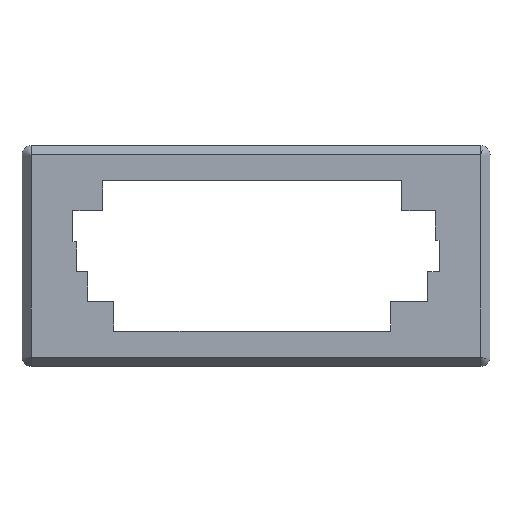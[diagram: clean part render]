
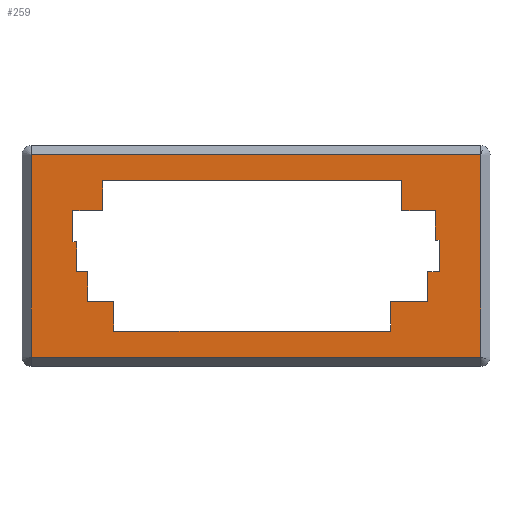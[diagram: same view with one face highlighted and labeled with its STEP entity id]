
A CAD part, top view. The second image highlights one B-rep face of the part: STEP entity #259.
In plain terms, the highlighted planar face has unit normal (0, 0, 1).
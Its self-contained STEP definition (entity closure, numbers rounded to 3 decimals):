
#32=CARTESIAN_POINT('',(-120.121,17.274,31.566));
#33=VERTEX_POINT('',#32);
#42=CARTESIAN_POINT('',(-120.121,-1.775,31.566));
#43=VERTEX_POINT('',#42);
#44=CARTESIAN_POINT('',(-120.121,-1.775,31.566));
#45=DIRECTION('',(0.,1.,-0.));
#46=VECTOR('',#45,19.05);
#47=LINE('',#44,#46);
#48=EDGE_CURVE('',#43,#33,#47,.T.);
#67=CARTESIAN_POINT('',(0.,0.,31.566));
#68=DIRECTION('',(0.,-0.,-1.));
#69=DIRECTION('',(-1.,0.,0.));
#70=AXIS2_PLACEMENT_3D('',#67,#68,#69);
#71=PLANE('',#70);
#72=CARTESIAN_POINT('',(-149.023,72.862,31.566));
#73=VERTEX_POINT('',#72);
#74=CARTESIAN_POINT('',(-149.023,-56.411,31.566));
#75=VERTEX_POINT('',#74);
#76=CARTESIAN_POINT('',(-149.023,72.862,31.566));
#77=DIRECTION('',(0.,-1.,0.));
#78=VECTOR('',#77,129.273);
#79=LINE('',#76,#78);
#80=EDGE_CURVE('',#73,#75,#79,.T.);
#81=ORIENTED_EDGE('',*,*,#80,.T.);
#82=CARTESIAN_POINT('',(138.372,-56.411,31.566));
#83=VERTEX_POINT('',#82);
#84=CARTESIAN_POINT('',(-149.023,-56.411,31.566));
#85=DIRECTION('',(1.,0.,0.));
#86=VECTOR('',#85,287.395);
#87=LINE('',#84,#86);
#88=EDGE_CURVE('',#75,#83,#87,.T.);
#89=ORIENTED_EDGE('',*,*,#88,.T.);
#90=CARTESIAN_POINT('',(138.372,72.862,31.566));
#91=VERTEX_POINT('',#90);
#92=CARTESIAN_POINT('',(138.372,-56.411,31.566));
#93=DIRECTION('',(0.,1.,-0.));
#94=VECTOR('',#93,129.273);
#95=LINE('',#92,#94);
#96=EDGE_CURVE('',#83,#91,#95,.T.);
#97=ORIENTED_EDGE('',*,*,#96,.T.);
#98=CARTESIAN_POINT('',(138.372,72.862,31.566));
#99=DIRECTION('',(-1.,0.,-0.));
#100=VECTOR('',#99,287.395);
#101=LINE('',#98,#100);
#102=EDGE_CURVE('',#91,#73,#101,.T.);
#103=ORIENTED_EDGE('',*,*,#102,.T.);
#104=EDGE_LOOP('',(#81,#89,#97,#103));
#105=FACE_BOUND('',#104,.T.);
#106=ORIENTED_EDGE('',*,*,#48,.T.);
#107=CARTESIAN_POINT('',(-122.503,17.274,31.566));
#108=VERTEX_POINT('',#107);
#109=CARTESIAN_POINT('',(-120.121,17.274,31.566));
#110=DIRECTION('',(-1.,0.,0.));
#111=VECTOR('',#110,2.382);
#112=LINE('',#109,#111);
#113=EDGE_CURVE('',#33,#108,#112,.T.);
#114=ORIENTED_EDGE('',*,*,#113,.T.);
#115=CARTESIAN_POINT('',(-122.503,37.274,31.566));
#116=VERTEX_POINT('',#115);
#117=CARTESIAN_POINT('',(-122.503,17.274,31.566));
#118=DIRECTION('',(0.,1.,-0.));
#119=VECTOR('',#118,20.);
#120=LINE('',#117,#119);
#121=EDGE_CURVE('',#108,#116,#120,.T.);
#122=ORIENTED_EDGE('',*,*,#121,.T.);
#123=CARTESIAN_POINT('',(-103.456,37.274,31.566));
#124=VERTEX_POINT('',#123);
#125=CARTESIAN_POINT('',(-122.503,37.274,31.566));
#126=DIRECTION('',(1.,-0.,0.));
#127=VECTOR('',#126,19.047);
#128=LINE('',#125,#127);
#129=EDGE_CURVE('',#116,#124,#128,.T.);
#130=ORIENTED_EDGE('',*,*,#129,.T.);
#131=CARTESIAN_POINT('',(-103.456,56.313,31.566));
#132=VERTEX_POINT('',#131);
#133=CARTESIAN_POINT('',(-103.456,37.274,31.566));
#134=DIRECTION('',(0.,1.,-0.));
#135=VECTOR('',#134,19.039);
#136=LINE('',#133,#135);
#137=EDGE_CURVE('',#124,#132,#136,.T.);
#138=ORIENTED_EDGE('',*,*,#137,.T.);
#139=CARTESIAN_POINT('',(88.002,56.313,31.566));
#140=VERTEX_POINT('',#139);
#141=CARTESIAN_POINT('',(-103.456,56.313,31.566));
#142=DIRECTION('',(1.,0.,-0.));
#143=VECTOR('',#142,191.458);
#144=LINE('',#141,#143);
#145=EDGE_CURVE('',#132,#140,#144,.T.);
#146=ORIENTED_EDGE('',*,*,#145,.T.);
#147=CARTESIAN_POINT('',(88.002,37.277,31.566));
#148=VERTEX_POINT('',#147);
#149=CARTESIAN_POINT('',(88.002,56.313,31.566));
#150=DIRECTION('',(0.,-1.,0.));
#151=VECTOR('',#150,19.036);
#152=LINE('',#149,#151);
#153=EDGE_CURVE('',#140,#148,#152,.T.);
#154=ORIENTED_EDGE('',*,*,#153,.T.);
#155=CARTESIAN_POINT('',(109.429,37.277,31.566));
#156=VERTEX_POINT('',#155);
#157=CARTESIAN_POINT('',(88.002,37.277,31.566));
#158=DIRECTION('',(1.,-0.,0.));
#159=VECTOR('',#158,21.427);
#160=LINE('',#157,#159);
#161=EDGE_CURVE('',#148,#156,#160,.T.);
#162=ORIENTED_EDGE('',*,*,#161,.T.);
#163=CARTESIAN_POINT('',(109.429,18.222,31.566));
#164=VERTEX_POINT('',#163);
#165=CARTESIAN_POINT('',(109.429,37.277,31.566));
#166=DIRECTION('',(0.,-1.,0.));
#167=VECTOR('',#166,19.055);
#168=LINE('',#165,#167);
#169=EDGE_CURVE('',#156,#164,#168,.T.);
#170=ORIENTED_EDGE('',*,*,#169,.T.);
#171=CARTESIAN_POINT('',(111.81,18.222,31.566));
#172=VERTEX_POINT('',#171);
#173=CARTESIAN_POINT('',(109.429,18.222,31.566));
#174=DIRECTION('',(1.,0.,-0.));
#175=VECTOR('',#174,2.381);
#176=LINE('',#173,#175);
#177=EDGE_CURVE('',#164,#172,#176,.T.);
#178=ORIENTED_EDGE('',*,*,#177,.T.);
#179=CARTESIAN_POINT('',(111.81,-1.778,31.566));
#180=VERTEX_POINT('',#179);
#181=CARTESIAN_POINT('',(111.81,18.222,31.566));
#182=DIRECTION('',(0.,-1.,0.));
#183=VECTOR('',#182,20.);
#184=LINE('',#181,#183);
#185=EDGE_CURVE('',#172,#180,#184,.T.);
#186=ORIENTED_EDGE('',*,*,#185,.T.);
#187=CARTESIAN_POINT('',(104.666,-1.778,31.566));
#188=VERTEX_POINT('',#187);
#189=CARTESIAN_POINT('',(111.81,-1.778,31.566));
#190=DIRECTION('',(-1.,0.,-0.));
#191=VECTOR('',#190,7.144);
#192=LINE('',#189,#191);
#193=EDGE_CURVE('',#180,#188,#192,.T.);
#194=ORIENTED_EDGE('',*,*,#193,.T.);
#195=CARTESIAN_POINT('',(104.666,-20.827,31.566));
#196=VERTEX_POINT('',#195);
#197=CARTESIAN_POINT('',(104.666,-1.778,31.566));
#198=DIRECTION('',(0.,-1.,0.));
#199=VECTOR('',#198,19.049);
#200=LINE('',#197,#199);
#201=EDGE_CURVE('',#188,#196,#200,.T.);
#202=ORIENTED_EDGE('',*,*,#201,.T.);
#203=CARTESIAN_POINT('',(80.853,-20.827,31.566));
#204=VERTEX_POINT('',#203);
#205=CARTESIAN_POINT('',(104.666,-20.827,31.566));
#206=DIRECTION('',(-1.,0.,-0.));
#207=VECTOR('',#206,23.812);
#208=LINE('',#205,#207);
#209=EDGE_CURVE('',#196,#204,#208,.T.);
#210=ORIENTED_EDGE('',*,*,#209,.T.);
#211=CARTESIAN_POINT('',(80.853,-39.874,31.566));
#212=VERTEX_POINT('',#211);
#213=CARTESIAN_POINT('',(80.853,-39.874,31.566));
#214=DIRECTION('',(0.,1.,-0.));
#215=VECTOR('',#214,19.047);
#216=LINE('',#213,#215);
#217=EDGE_CURVE('',#212,#204,#216,.T.);
#218=ORIENTED_EDGE('',*,*,#217,.F.);
#219=CARTESIAN_POINT('',(-96.31,-39.874,31.566));
#220=VERTEX_POINT('',#219);
#221=CARTESIAN_POINT('',(-96.31,-39.874,31.566));
#222=DIRECTION('',(1.,-0.,0.));
#223=VECTOR('',#222,177.163);
#224=LINE('',#221,#223);
#225=EDGE_CURVE('',#220,#212,#224,.T.);
#226=ORIENTED_EDGE('',*,*,#225,.F.);
#227=CARTESIAN_POINT('',(-96.31,-20.818,31.566));
#228=VERTEX_POINT('',#227);
#229=CARTESIAN_POINT('',(-96.31,-20.818,31.566));
#230=DIRECTION('',(0.,-1.,0.));
#231=VECTOR('',#230,19.057);
#232=LINE('',#229,#231);
#233=EDGE_CURVE('',#228,#220,#232,.T.);
#234=ORIENTED_EDGE('',*,*,#233,.F.);
#235=CARTESIAN_POINT('',(-112.977,-20.818,31.566));
#236=VERTEX_POINT('',#235);
#237=CARTESIAN_POINT('',(-96.31,-20.818,31.566));
#238=DIRECTION('',(-1.,0.,-0.));
#239=VECTOR('',#238,16.668);
#240=LINE('',#237,#239);
#241=EDGE_CURVE('',#228,#236,#240,.T.);
#242=ORIENTED_EDGE('',*,*,#241,.T.);
#243=CARTESIAN_POINT('',(-112.977,-1.775,31.566));
#244=VERTEX_POINT('',#243);
#245=CARTESIAN_POINT('',(-112.977,-20.818,31.566));
#246=DIRECTION('',(0.,1.,-0.));
#247=VECTOR('',#246,19.043);
#248=LINE('',#245,#247);
#249=EDGE_CURVE('',#236,#244,#248,.T.);
#250=ORIENTED_EDGE('',*,*,#249,.T.);
#251=CARTESIAN_POINT('',(-112.977,-1.775,31.566));
#252=DIRECTION('',(-1.,0.,-0.));
#253=VECTOR('',#252,7.144);
#254=LINE('',#251,#253);
#255=EDGE_CURVE('',#244,#43,#254,.T.);
#256=ORIENTED_EDGE('',*,*,#255,.T.);
#257=EDGE_LOOP('',(#106,#114,#122,#130,#138,#146,#154,#162,#170,#178,#186,#194,#202,#210,#218,#226,#234,#242,#250,#256));
#258=FACE_BOUND('',#257,.T.);
#259=ADVANCED_FACE('',(#105,#258),#71,.F.);
